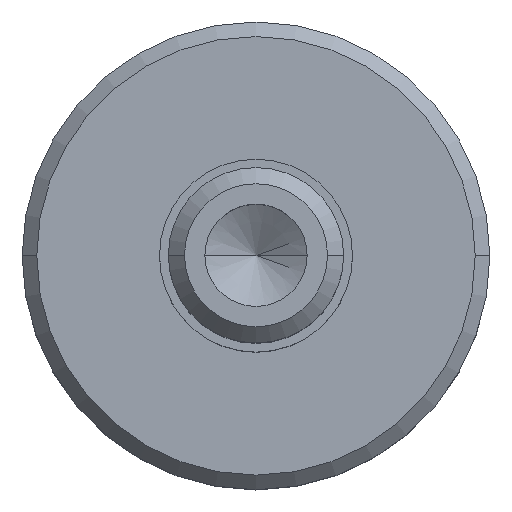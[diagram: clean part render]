
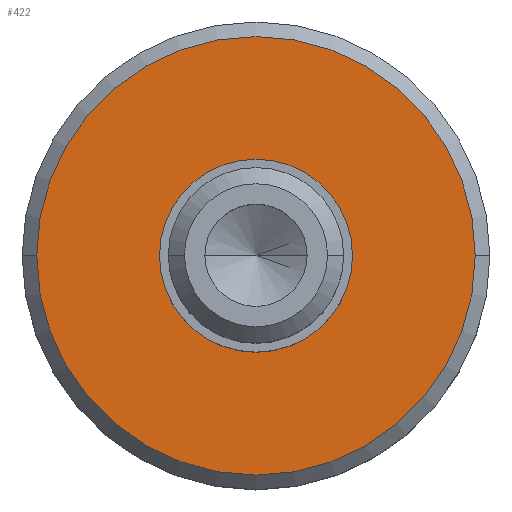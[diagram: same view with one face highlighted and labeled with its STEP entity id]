
A CAD part, top view. The second image highlights one B-rep face of the part: STEP entity #422.
In plain terms, the highlighted planar face has unit normal (0, 0, 1).
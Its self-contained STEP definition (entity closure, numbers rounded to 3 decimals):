
#14 = EDGE_LOOP ( 'NONE', ( #75, #128 ) ) ;
#22 = CARTESIAN_POINT ( 'NONE',  ( 0., 0., 6. ) ) ;
#40 = VERTEX_POINT ( 'NONE', #114 ) ;
#45 = DIRECTION ( 'NONE',  ( 0., 0., -1. ) ) ;
#47 = ORIENTED_EDGE ( 'NONE', *, *, #211, .T. ) ;
#75 = ORIENTED_EDGE ( 'NONE', *, *, #263, .T. ) ;
#79 = VERTEX_POINT ( 'NONE', #482 ) ;
#81 = DIRECTION ( 'NONE',  ( -1., 0., 0. ) ) ;
#114 = CARTESIAN_POINT ( 'NONE',  ( -3.3, 0., 6. ) ) ;
#128 = ORIENTED_EDGE ( 'NONE', *, *, #542, .T. ) ;
#176 = CARTESIAN_POINT ( 'NONE',  ( 7.5, 0., 6. ) ) ;
#197 = CIRCLE ( 'NONE', #276, 7.5 ) ;
#211 = EDGE_CURVE ( 'NONE', #405, #40, #554, .T. ) ;
#229 = DIRECTION ( 'NONE',  ( -1., 0., 0. ) ) ;
#231 = DIRECTION ( 'NONE',  ( 0., 0., 1. ) ) ;
#234 = EDGE_LOOP ( 'NONE', ( #401, #47 ) ) ;
#237 = VERTEX_POINT ( 'NONE', #176 ) ;
#253 = DIRECTION ( 'NONE',  ( 1., 0., 0. ) ) ;
#263 = EDGE_CURVE ( 'NONE', #79, #237, #197, .T. ) ;
#276 = AXIS2_PLACEMENT_3D ( 'NONE', #507, #231, #374 ) ;
#291 = CARTESIAN_POINT ( 'NONE',  ( 0., 0., 6. ) ) ;
#296 = DIRECTION ( 'NONE',  ( 0., 0., 1. ) ) ;
#309 = AXIS2_PLACEMENT_3D ( 'NONE', #291, #420, #229 ) ;
#313 = PLANE ( 'NONE',  #386 ) ;
#326 = EDGE_CURVE ( 'NONE', #40, #405, #523, .T. ) ;
#329 = AXIS2_PLACEMENT_3D ( 'NONE', #22, #296, #477 ) ;
#340 = FACE_OUTER_BOUND ( 'NONE', #14, .T. ) ;
#352 = CARTESIAN_POINT ( 'NONE',  ( 0., 0., 6. ) ) ;
#374 = DIRECTION ( 'NONE',  ( 1., 0., 0. ) ) ;
#386 = AXIS2_PLACEMENT_3D ( 'NONE', #388, #437, #253 ) ;
#388 = CARTESIAN_POINT ( 'NONE',  ( 0., 0., 6. ) ) ;
#401 = ORIENTED_EDGE ( 'NONE', *, *, #326, .T. ) ;
#405 = VERTEX_POINT ( 'NONE', #488 ) ;
#419 = AXIS2_PLACEMENT_3D ( 'NONE', #352, #45, #81 ) ;
#420 = DIRECTION ( 'NONE',  ( 0., 0., -1. ) ) ;
#422 = ADVANCED_FACE ( 'NONE', ( #340, #575 ), #313, .T. ) ;
#437 = DIRECTION ( 'NONE',  ( 0., 0., 1. ) ) ;
#460 = CIRCLE ( 'NONE', #329, 7.5 ) ;
#477 = DIRECTION ( 'NONE',  ( 1., 0., 0. ) ) ;
#482 = CARTESIAN_POINT ( 'NONE',  ( -7.5, 0., 6. ) ) ;
#488 = CARTESIAN_POINT ( 'NONE',  ( 3.3, 0., 6. ) ) ;
#507 = CARTESIAN_POINT ( 'NONE',  ( 0., 0., 6. ) ) ;
#523 = CIRCLE ( 'NONE', #309, 3.3 ) ;
#542 = EDGE_CURVE ( 'NONE', #237, #79, #460, .T. ) ;
#554 = CIRCLE ( 'NONE', #419, 3.3 ) ;
#575 = FACE_BOUND ( 'NONE', #234, .T. ) ;
